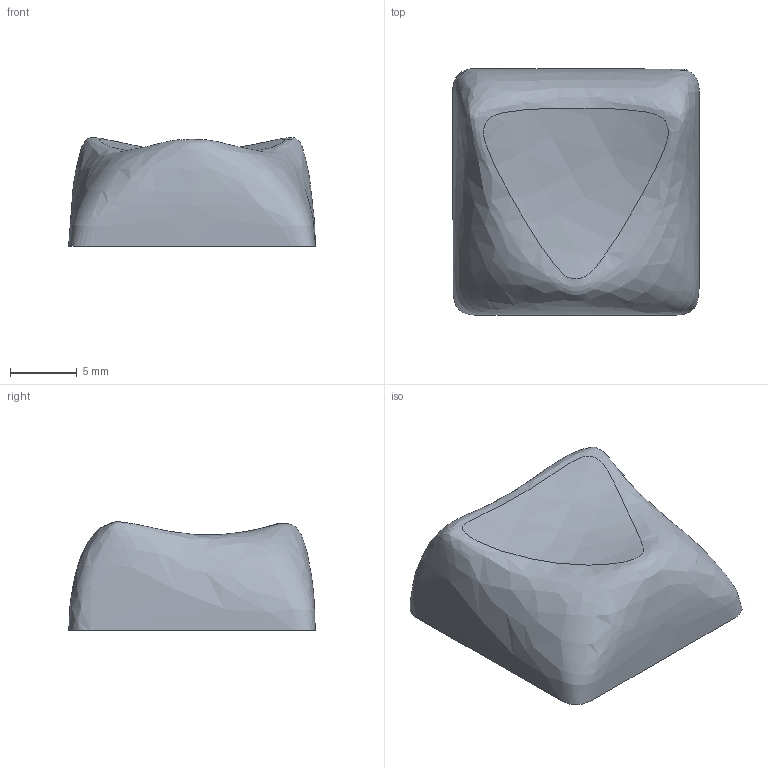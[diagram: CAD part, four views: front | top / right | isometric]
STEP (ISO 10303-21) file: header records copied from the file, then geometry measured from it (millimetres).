
FILE_DESCRIPTION(/* description */ (''),/* implementation_level */ '2;1');
FILE_NAME(/* name */ 'TRIFL-1U-blank.step',/* time_stamp */ '2023-12-19T14:22:08+01:00',/* author */ (''),/* organization */ (''),/* preprocessor_version */ 'ST-DEVELOPER v20',/* originating_system */ 'Autodesk Translation Framework v12.14.0.127',/* authorisation */ '');
FILE_SCHEMA (('AUTOMOTIVE_DESIGN { 1 0 10303 214 3 1 1 }'));
Length unit declared in the file: millimetre
Products named in the file (1): TRIFL-no-cut
Bounding box: 18.42 x 18.4 x 8.12 mm (x, y, z)
Volume: 2099.8 mm3; surface area: 1034.9 mm2
Topology: 1 solids, 1 shells, 3 faces, 15 edges, 14 vertices
Faces by surface type: bspline 2, plane 1
Entity records: 1919 total; most frequent: CARTESIAN_POINT 1790, ORIENTED_EDGE 30, B_SPLINE_CURVE_WITH_KNOTS 15, EDGE_CURVE 15, VERTEX_POINT 14, DIRECTION 4, FACE_OUTER_BOUND 3, EDGE_LOOP 3
